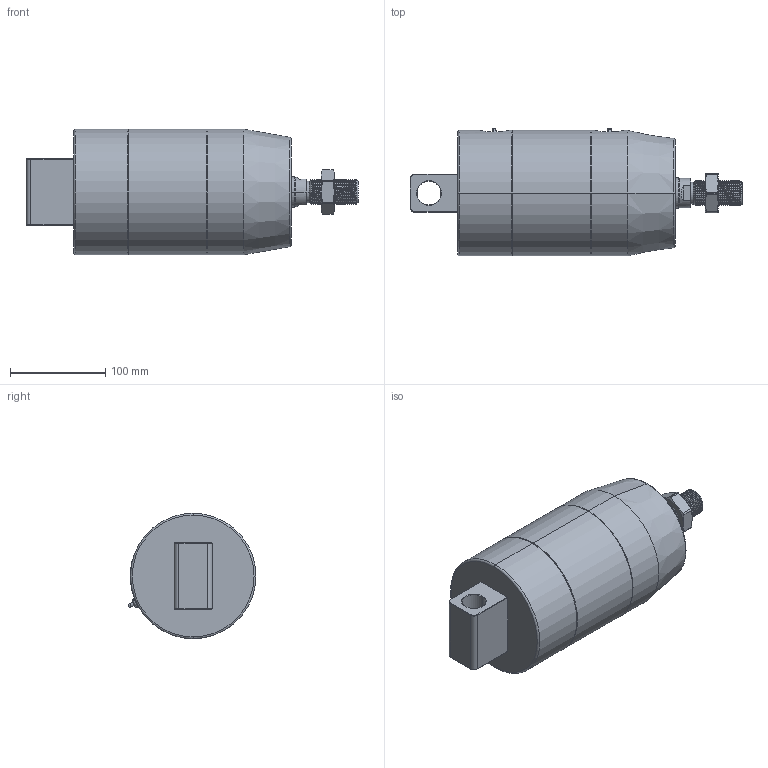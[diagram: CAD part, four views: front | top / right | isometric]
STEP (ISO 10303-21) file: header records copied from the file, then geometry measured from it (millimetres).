
FILE_DESCRIPTION (( 'STEP AP214' ), '1' );
FILE_NAME ('U125 0000 1128.STEP', '2021-05-06T04:28:05', ( '' ), ( '' ), 'SwSTEP 2.0', 'SolidWorks 2019', '' );
FILE_SCHEMA (( 'AUTOMOTIVE_DESIGN' ));
Length unit declared in the file: millimetre
Products named in the file (19): 1125-28; Afstryger (32-125)_407290; Oring_ORING 120 X 2; 9041-01; Bremseskrue 63-125; 9125-36JB2; Stempelstangsmøtrik_U1912530; 9040-01; Leje_PAP3230P11; Oring_ORING 03,80 X 1,25; U125 0000 1128; 1125-11; Stempeltætning_E4C010N3578; Magnet_200.082-LM; Bolt-DIN912_M20x55; 9032-34_9032-34-0; 9125-35-R_›125 sl.0; Bremsepakning_PP4050N3589
Assembly tree (25 placements, depth 3):
  U125 0000 1128
    1125-11
    1125-28
    9125-35-R_›125 sl.0
    9032-34_9032-34-0
    Bremseskrue 63-125
      9040-01
      9041-01
      Oring_ORING 03,80 X 1,25
    Bremseskrue 63-125
      9040-01
      9041-01
      Oring_ORING 03,80 X 1,25
    Afstryger (32-125)_407290
    9125-36JB2  x2
    Bremsepakning_PP4050N3589  x2
    Leje_PAP3230P11
    Magnet_200.082-LM
    Oring_ORING 120 X 2  x2
    Stempeltætning_E4C010N3578  x2
    Bolt-DIN912_M20x55
    Stempelstangsmøtrik_U1912530
Bounding box: 349 x 134.44 x 132 mm (x, y, z)
Volume: 3099975.2 mm3; surface area: 440482.5 mm2
Topology: 23 solids, 23 shells, 756 faces, 1740 edges, 1078 vertices
Faces by surface type: cylinder 336, plane 189, cone 150, torus 72, bspline 9
Entity records: 31457 total; most frequent: CARTESIAN_POINT 17311, DIRECTION 2832, ORIENTED_EDGE 2816, EDGE_CURVE 1408, AXIS2_PLACEMENT_3D 1160, VERTEX_POINT 877, EDGE_LOOP 687, FACE_OUTER_BOUND 606
